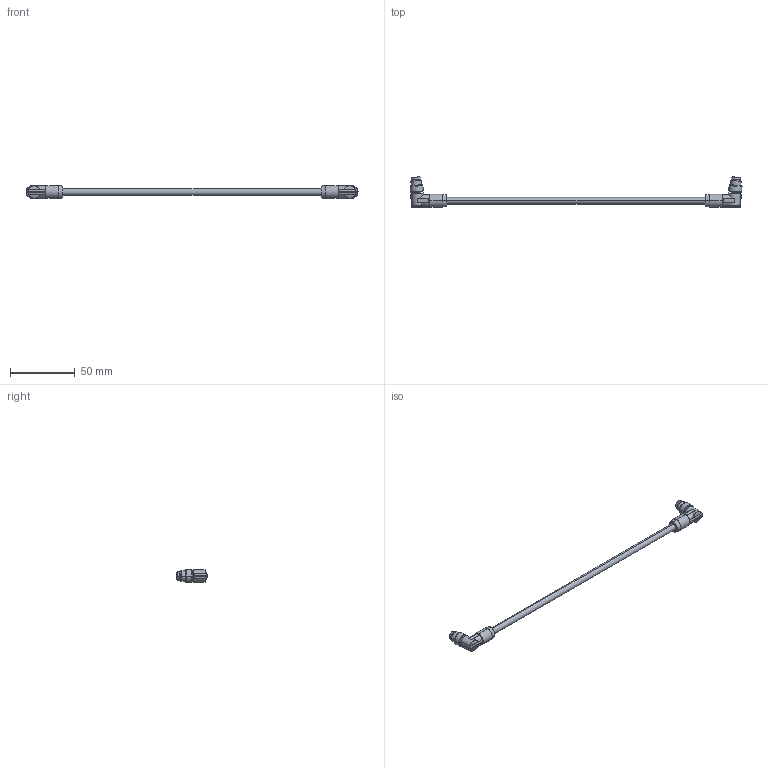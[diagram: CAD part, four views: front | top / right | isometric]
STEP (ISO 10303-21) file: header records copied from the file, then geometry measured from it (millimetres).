
FILE_DESCRIPTION((''),'2;1');
FILE_NAME('ILCMVAP61025501','2025-10-22T09:46:10',('Asawyer'),(''),'CREO PARAMETRIC BY PTC INC, 2021164','CREO PARAMETRIC BY PTC INC, 2021164','');
FILE_SCHEMA(('AUTOMOTIVE_DESIGN { 1 0 10303 214 1 1 1 1 }'));
Length unit declared in the file: millimetre
Products named in the file (1): ILCMVAP61025501
Bounding box: 257.33 x 23.56 x 10 mm (x, y, z)
Volume: 9574.1 mm3; surface area: 6521.6 mm2
Topology: 1 solids, 1 shells, 218 faces, 538 edges, 353 vertices
Faces by surface type: cylinder 120, plane 76, cone 22
Entity records: 8455 total; most frequent: CARTESIAN_POINT 1475, DIRECTION 1136, ORIENTED_EDGE 1076, PRESENTATION_STYLE_ASSIGNMENT 540, STYLED_ITEM 540, CURVE_STYLE 539, EDGE_CURVE 538, AXIS2_PLACEMENT_3D 446
